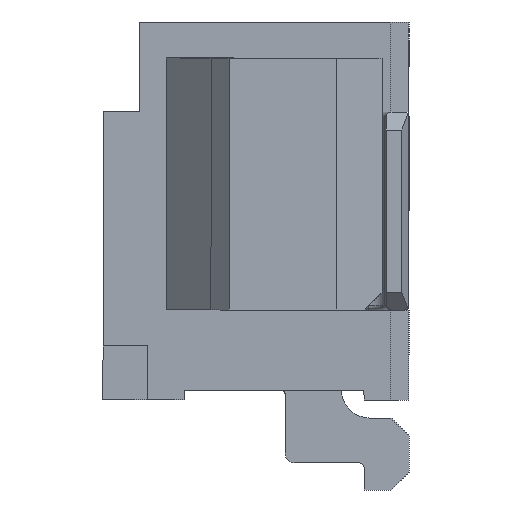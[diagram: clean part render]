
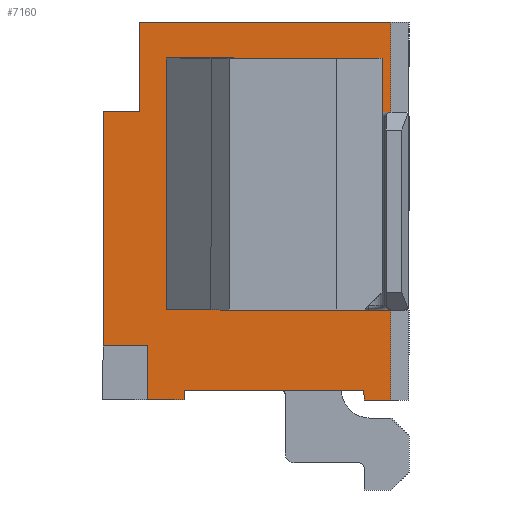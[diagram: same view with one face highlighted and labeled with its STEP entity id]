
A CAD part, left-side view. The second image highlights one B-rep face of the part: STEP entity #7160.
In plain terms, the highlighted planar face has unit normal (-1, 0, 0).
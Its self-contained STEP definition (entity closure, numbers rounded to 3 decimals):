
#72 = VECTOR ( 'NONE', #11038, 1000. ) ;
#292 = LINE ( 'NONE', #4116, #6150 ) ;
#315 = VERTEX_POINT ( 'NONE', #6163 ) ;
#384 = CARTESIAN_POINT ( 'NONE',  ( -2.125, 0.3, 4.4 ) ) ;
#392 = VERTEX_POINT ( 'NONE', #6662 ) ;
#521 = VECTOR ( 'NONE', #2859, 1000. ) ;
#527 = AXIS2_PLACEMENT_3D ( 'NONE', #572, #4139, #3175 ) ;
#572 = CARTESIAN_POINT ( 'NONE',  ( -2.125, 3.4, 4.8 ) ) ;
#991 = VECTOR ( 'NONE', #4719, 1000. ) ;
#1042 = CARTESIAN_POINT ( 'NONE',  ( -2.125, 2.9, 0.6 ) ) ;
#1157 = CARTESIAN_POINT ( 'NONE',  ( -2.125, 3., 4.8 ) ) ;
#1455 = CARTESIAN_POINT ( 'NONE',  ( -2.125, 3.4, 3.8 ) ) ;
#1620 = EDGE_CURVE ( 'NONE', #5346, #1860, #9685, .T. ) ;
#1637 = DIRECTION ( 'NONE',  ( 0., 1., 0. ) ) ;
#1686 = LINE ( 'NONE', #1157, #991 ) ;
#1738 = LINE ( 'NONE', #2968, #2291 ) ;
#1768 = EDGE_CURVE ( 'NONE', #10998, #392, #3878, .T. ) ;
#1860 = VERTEX_POINT ( 'NONE', #2814 ) ;
#1965 = VECTOR ( 'NONE', #10241, 1000. ) ;
#2153 = EDGE_CURVE ( 'NONE', #1860, #7661, #4434, .T. ) ;
#2207 = LINE ( 'NONE', #3353, #3983 ) ;
#2291 = VECTOR ( 'NONE', #3851, 1000. ) ;
#2320 = LINE ( 'NONE', #10514, #3821 ) ;
#2487 = CARTESIAN_POINT ( 'NONE',  ( -2.125, 0.2, 4.8 ) ) ;
#2580 = EDGE_CURVE ( 'NONE', #9666, #8993, #3873, .T. ) ;
#2676 = CARTESIAN_POINT ( 'NONE',  ( -2.125, 0.5, 0.71 ) ) ;
#2726 = EDGE_CURVE ( 'NONE', #6393, #392, #1686, .T. ) ;
#2814 = CARTESIAN_POINT ( 'NONE',  ( -2.125, 2.7, 4.4 ) ) ;
#2859 = DIRECTION ( 'NONE',  ( 0., -1., 0. ) ) ;
#2860 = CARTESIAN_POINT ( 'NONE',  ( -2.125, 2.7, 1.6 ) ) ;
#2968 = CARTESIAN_POINT ( 'NONE',  ( -2.125, 3.4, 0.6 ) ) ;
#3131 = EDGE_LOOP ( 'NONE', ( #3775, #5903, #8563, #10822, #3918, #9910, #6092, #5738, #3367, #11200, #10946, #5334 ) ) ;
#3175 = DIRECTION ( 'NONE',  ( 0., -1., 0. ) ) ;
#3214 = ORIENTED_EDGE ( 'NONE', *, *, #2153, .F. ) ;
#3310 = ORIENTED_EDGE ( 'NONE', *, *, #1620, .F. ) ;
#3316 = VECTOR ( 'NONE', #4485, 1000. ) ;
#3353 = CARTESIAN_POINT ( 'NONE',  ( -2.125, 0.3, 11.03 ) ) ;
#3367 = ORIENTED_EDGE ( 'NONE', *, *, #2726, .F. ) ;
#3378 = EDGE_CURVE ( 'NONE', #10784, #5670, #5217, .T. ) ;
#3503 = DIRECTION ( 'NONE',  ( 0., 1., 0. ) ) ;
#3599 = EDGE_CURVE ( 'NONE', #5346, #4297, #2207, .T. ) ;
#3622 = EDGE_CURVE ( 'NONE', #9666, #5670, #292, .T. ) ;
#3775 = ORIENTED_EDGE ( 'NONE', *, *, #2580, .T. ) ;
#3817 = DIRECTION ( 'NONE',  ( 0., 0., -1. ) ) ;
#3821 = VECTOR ( 'NONE', #6973, 1000. ) ;
#3851 = DIRECTION ( 'NONE',  ( 0., 1., 0. ) ) ;
#3858 = CARTESIAN_POINT ( 'NONE',  ( -2.125, 0.2, 4.8 ) ) ;
#3873 = LINE ( 'NONE', #1042, #3316 ) ;
#3878 = LINE ( 'NONE', #4197, #1965 ) ;
#3918 = ORIENTED_EDGE ( 'NONE', *, *, #4852, .F. ) ;
#3983 = VECTOR ( 'NONE', #5863, 1000. ) ;
#3991 = VECTOR ( 'NONE', #3817, 1000. ) ;
#4116 = CARTESIAN_POINT ( 'NONE',  ( -2.125, 2.9, 1.2 ) ) ;
#4139 = DIRECTION ( 'NONE',  ( 1., 0., 0. ) ) ;
#4197 = CARTESIAN_POINT ( 'NONE',  ( -2.125, 3.4, 4.8 ) ) ;
#4297 = VERTEX_POINT ( 'NONE', #5451 ) ;
#4434 = LINE ( 'NONE', #9960, #11170 ) ;
#4485 = DIRECTION ( 'NONE',  ( 0., 0., -1. ) ) ;
#4514 = CARTESIAN_POINT ( 'NONE',  ( -2.125, 0.2, 0.6 ) ) ;
#4552 = LINE ( 'NONE', #3858, #7664 ) ;
#4660 = DIRECTION ( 'NONE',  ( 0., 0., -1. ) ) ;
#4717 = EDGE_CURVE ( 'NONE', #9431, #5477, #6126, .T. ) ;
#4719 = DIRECTION ( 'NONE',  ( 0., 0., 1. ) ) ;
#4852 = EDGE_CURVE ( 'NONE', #315, #9431, #2320, .T. ) ;
#5217 = LINE ( 'NONE', #8991, #3991 ) ;
#5246 = DIRECTION ( 'NONE',  ( 0., 1., 0. ) ) ;
#5334 = ORIENTED_EDGE ( 'NONE', *, *, #3622, .F. ) ;
#5346 = VERTEX_POINT ( 'NONE', #384 ) ;
#5429 = CARTESIAN_POINT ( 'NONE',  ( -2.125, 2.5, 0.6 ) ) ;
#5451 = CARTESIAN_POINT ( 'NONE',  ( -2.125, 0.3, 1.6 ) ) ;
#5477 = VERTEX_POINT ( 'NONE', #9331 ) ;
#5632 = LINE ( 'NONE', #9661, #10215 ) ;
#5670 = VERTEX_POINT ( 'NONE', #6208 ) ;
#5738 = ORIENTED_EDGE ( 'NONE', *, *, #1768, .T. ) ;
#5863 = DIRECTION ( 'NONE',  ( 0., 0., -1. ) ) ;
#5903 = ORIENTED_EDGE ( 'NONE', *, *, #6512, .F. ) ;
#6072 = CARTESIAN_POINT ( 'NONE',  ( -2.125, 2.5, 0.71 ) ) ;
#6092 = ORIENTED_EDGE ( 'NONE', *, *, #8454, .F. ) ;
#6093 = CARTESIAN_POINT ( 'NONE',  ( -2.125, 3.4, 3.8 ) ) ;
#6126 = LINE ( 'NONE', #6072, #7615 ) ;
#6150 = VECTOR ( 'NONE', #1637, 1000. ) ;
#6163 = CARTESIAN_POINT ( 'NONE',  ( -2.125, 0.5, 0.6 ) ) ;
#6208 = CARTESIAN_POINT ( 'NONE',  ( -2.125, 3.4, 1.2 ) ) ;
#6393 = VERTEX_POINT ( 'NONE', #9012 ) ;
#6473 = LINE ( 'NONE', #6093, #8345 ) ;
#6512 = EDGE_CURVE ( 'NONE', #11221, #8993, #1738, .T. ) ;
#6662 = CARTESIAN_POINT ( 'NONE',  ( -2.125, 3., 4.8 ) ) ;
#6770 = CARTESIAN_POINT ( 'NONE',  ( -2.125, 0.3, 4.4 ) ) ;
#6973 = DIRECTION ( 'NONE',  ( 0., 0., 1. ) ) ;
#6993 = VECTOR ( 'NONE', #7418, 1000. ) ;
#7076 = DIRECTION ( 'NONE',  ( 0., 0., -1. ) ) ;
#7160 = ADVANCED_FACE ( 'NONE', ( #9722, #7437 ), #7618, .F. ) ;
#7162 = CARTESIAN_POINT ( 'NONE',  ( -2.125, 0.3, 1.6 ) ) ;
#7241 = EDGE_CURVE ( 'NONE', #5477, #11221, #10520, .T. ) ;
#7418 = DIRECTION ( 'NONE',  ( 0., 1., 0. ) ) ;
#7437 = FACE_OUTER_BOUND ( 'NONE', #3131, .T. ) ;
#7474 = LINE ( 'NONE', #7162, #521 ) ;
#7482 = VERTEX_POINT ( 'NONE', #4514 ) ;
#7615 = VECTOR ( 'NONE', #5246, 1000. ) ;
#7618 = PLANE ( 'NONE',  #527 ) ;
#7661 = VERTEX_POINT ( 'NONE', #2860 ) ;
#7664 = VECTOR ( 'NONE', #7076, 1000. ) ;
#7764 = EDGE_LOOP ( 'NONE', ( #3214, #3310, #10034, #9103 ) ) ;
#8122 = CARTESIAN_POINT ( 'NONE',  ( -2.125, 2.9, 0.6 ) ) ;
#8344 = EDGE_CURVE ( 'NONE', #10784, #6393, #6473, .T. ) ;
#8345 = VECTOR ( 'NONE', #9563, 1000. ) ;
#8454 = EDGE_CURVE ( 'NONE', #10998, #7482, #4552, .T. ) ;
#8563 = ORIENTED_EDGE ( 'NONE', *, *, #7241, .F. ) ;
#8885 = EDGE_CURVE ( 'NONE', #7482, #315, #5632, .T. ) ;
#8991 = CARTESIAN_POINT ( 'NONE',  ( -2.125, 3.4, 4.8 ) ) ;
#8993 = VERTEX_POINT ( 'NONE', #8122 ) ;
#9012 = CARTESIAN_POINT ( 'NONE',  ( -2.125, 3., 3.8 ) ) ;
#9103 = ORIENTED_EDGE ( 'NONE', *, *, #11253, .F. ) ;
#9191 = CARTESIAN_POINT ( 'NONE',  ( -2.125, 2.5, 0.6 ) ) ;
#9331 = CARTESIAN_POINT ( 'NONE',  ( -2.125, 2.5, 0.71 ) ) ;
#9431 = VERTEX_POINT ( 'NONE', #2676 ) ;
#9563 = DIRECTION ( 'NONE',  ( 0., -1., 0. ) ) ;
#9661 = CARTESIAN_POINT ( 'NONE',  ( -2.125, 3.4, 0.6 ) ) ;
#9666 = VERTEX_POINT ( 'NONE', #9907 ) ;
#9685 = LINE ( 'NONE', #6770, #6993 ) ;
#9722 = FACE_BOUND ( 'NONE', #7764, .T. ) ;
#9907 = CARTESIAN_POINT ( 'NONE',  ( -2.125, 2.9, 1.2 ) ) ;
#9910 = ORIENTED_EDGE ( 'NONE', *, *, #8885, .F. ) ;
#9960 = CARTESIAN_POINT ( 'NONE',  ( -2.125, 2.7, 11.03 ) ) ;
#10034 = ORIENTED_EDGE ( 'NONE', *, *, #3599, .T. ) ;
#10215 = VECTOR ( 'NONE', #3503, 1000. ) ;
#10241 = DIRECTION ( 'NONE',  ( 0., 1., 0. ) ) ;
#10514 = CARTESIAN_POINT ( 'NONE',  ( -2.125, 0.5, 0.6 ) ) ;
#10520 = LINE ( 'NONE', #9191, #72 ) ;
#10784 = VERTEX_POINT ( 'NONE', #1455 ) ;
#10822 = ORIENTED_EDGE ( 'NONE', *, *, #4717, .F. ) ;
#10946 = ORIENTED_EDGE ( 'NONE', *, *, #3378, .T. ) ;
#10998 = VERTEX_POINT ( 'NONE', #2487 ) ;
#11038 = DIRECTION ( 'NONE',  ( 0., 0., -1. ) ) ;
#11170 = VECTOR ( 'NONE', #4660, 1000. ) ;
#11200 = ORIENTED_EDGE ( 'NONE', *, *, #8344, .F. ) ;
#11221 = VERTEX_POINT ( 'NONE', #5429 ) ;
#11253 = EDGE_CURVE ( 'NONE', #7661, #4297, #7474, .T. ) ;
